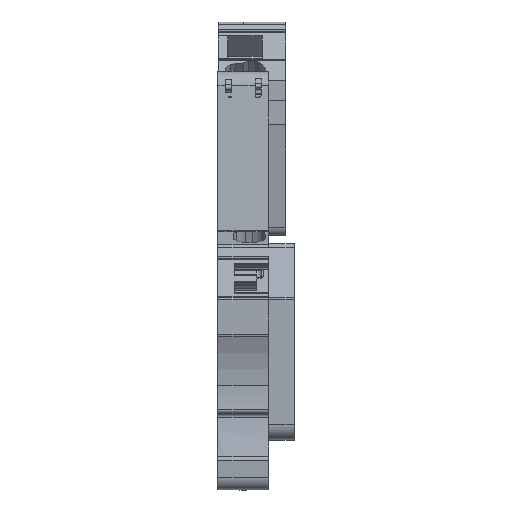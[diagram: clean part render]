
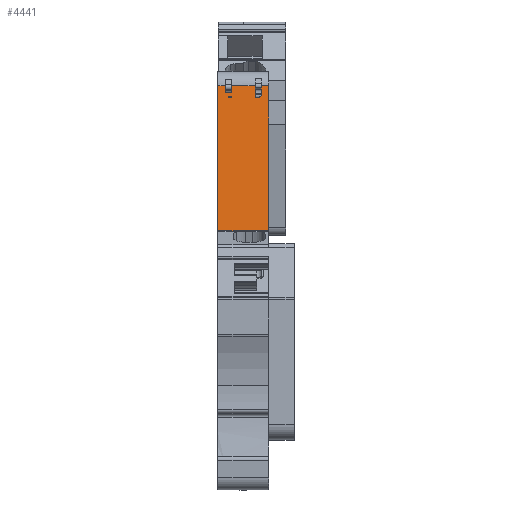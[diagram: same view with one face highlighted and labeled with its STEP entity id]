
A CAD part, front view. The second image highlights one B-rep face of the part: STEP entity #4441.
In plain terms, the highlighted planar face has unit normal (0, -0.994, 0.108).
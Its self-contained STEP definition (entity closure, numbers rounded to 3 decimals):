
#4308=AXIS2_PLACEMENT_3D('Plane Axis2P3D',#4305,#4306,#4307) ;
#4276=CARTESIAN_POINT('Vertex',(0.,9.22,40.358)) ;
#4288=CARTESIAN_POINT('Vertex',(7.9,9.22,40.358)) ;
#4291=CARTESIAN_POINT('Line Origine',(3.95,9.22,40.358)) ;
#4305=CARTESIAN_POINT('Axis2P3D Location',(-1.,9.22,40.358)) ;
#4310=CARTESIAN_POINT('Line Origine',(0.6,11.665,62.919)) ;
#4314=CARTESIAN_POINT('Vertex',(1.2,11.665,62.919)) ;
#4316=CARTESIAN_POINT('Vertex',(0.,11.665,62.919)) ;
#4319=CARTESIAN_POINT('Line Origine',(0.,10.442,51.639)) ;
#4324=CARTESIAN_POINT('Line Origine',(7.9,10.442,51.639)) ;
#4328=CARTESIAN_POINT('Vertex',(7.9,11.665,62.919)) ;
#4331=CARTESIAN_POINT('Line Origine',(7.35,11.665,62.919)) ;
#4335=CARTESIAN_POINT('Vertex',(6.8,11.665,62.919)) ;
#4338=CARTESIAN_POINT('Line Origine',(6.8,11.582,62.156)) ;
#4342=CARTESIAN_POINT('Vertex',(6.8,11.499,61.393)) ;
#4345=CARTESIAN_POINT('Line Origine',(6.632,11.481,61.225)) ;
#4349=CARTESIAN_POINT('Vertex',(6.465,11.463,61.056)) ;
#4352=CARTESIAN_POINT('Line Origine',(6.132,11.463,61.056)) ;
#4356=CARTESIAN_POINT('Vertex',(5.8,11.463,61.056)) ;
#4359=CARTESIAN_POINT('Line Origine',(5.8,11.564,61.988)) ;
#4363=CARTESIAN_POINT('Vertex',(5.8,11.665,62.919)) ;
#4366=CARTESIAN_POINT('Line Origine',(4.,11.665,62.919)) ;
#4370=CARTESIAN_POINT('Vertex',(2.2,11.665,62.919)) ;
#4373=CARTESIAN_POINT('Line Origine',(2.2,11.61,62.412)) ;
#4377=CARTESIAN_POINT('Vertex',(2.2,11.555,61.904)) ;
#4380=CARTESIAN_POINT('Line Origine',(1.7,11.555,61.904)) ;
#4384=CARTESIAN_POINT('Vertex',(1.2,11.555,61.904)) ;
#4387=CARTESIAN_POINT('Line Origine',(1.2,11.61,62.412)) ;
#4407=CARTESIAN_POINT('Line Origine',(1.676,11.481,61.225)) ;
#4411=CARTESIAN_POINT('Vertex',(1.725,11.475,61.173)) ;
#4413=CARTESIAN_POINT('Vertex',(1.626,11.487,61.277)) ;
#4416=CARTESIAN_POINT('Line Origine',(1.913,11.487,61.277)) ;
#4420=CARTESIAN_POINT('Vertex',(2.2,11.487,61.277)) ;
#4423=CARTESIAN_POINT('Line Origine',(2.2,11.481,61.225)) ;
#4427=CARTESIAN_POINT('Vertex',(2.2,11.475,61.173)) ;
#4430=CARTESIAN_POINT('Line Origine',(1.962,11.475,61.173)) ;
#4292=DIRECTION('Vector Direction',(1.,0.,0.)) ;
#4306=DIRECTION('Axis2P3D Direction',(0.,-0.994,0.108)) ;
#4307=DIRECTION('Axis2P3D XDirection',(0.,0.108,0.994)) ;
#4311=DIRECTION('Vector Direction',(-1.,0.,0.)) ;
#4320=DIRECTION('Vector Direction',(0.,0.108,0.994)) ;
#4325=DIRECTION('Vector Direction',(0.,0.108,0.994)) ;
#4332=DIRECTION('Vector Direction',(-1.,0.,0.)) ;
#4339=DIRECTION('Vector Direction',(0.,0.108,0.994)) ;
#4346=DIRECTION('Vector Direction',(-0.703,-0.077,-0.707)) ;
#4353=DIRECTION('Vector Direction',(-1.,0.,0.)) ;
#4360=DIRECTION('Vector Direction',(0.,0.108,0.994)) ;
#4367=DIRECTION('Vector Direction',(-1.,0.,0.)) ;
#4374=DIRECTION('Vector Direction',(0.,0.108,0.994)) ;
#4381=DIRECTION('Vector Direction',(-1.,0.,0.)) ;
#4388=DIRECTION('Vector Direction',(0.,0.108,0.994)) ;
#4408=DIRECTION('Vector Direction',(0.683,-0.079,-0.726)) ;
#4417=DIRECTION('Vector Direction',(-1.,0.,0.)) ;
#4424=DIRECTION('Vector Direction',(0.,0.108,0.994)) ;
#4431=DIRECTION('Vector Direction',(-1.,0.,0.)) ;
#4293=VECTOR('Line Direction',#4292,1.) ;
#4312=VECTOR('Line Direction',#4311,1.) ;
#4321=VECTOR('Line Direction',#4320,1.) ;
#4326=VECTOR('Line Direction',#4325,1.) ;
#4333=VECTOR('Line Direction',#4332,1.) ;
#4340=VECTOR('Line Direction',#4339,1.) ;
#4347=VECTOR('Line Direction',#4346,1.) ;
#4354=VECTOR('Line Direction',#4353,1.) ;
#4361=VECTOR('Line Direction',#4360,1.) ;
#4368=VECTOR('Line Direction',#4367,1.) ;
#4375=VECTOR('Line Direction',#4374,1.) ;
#4382=VECTOR('Line Direction',#4381,1.) ;
#4389=VECTOR('Line Direction',#4388,1.) ;
#4409=VECTOR('Line Direction',#4408,1.) ;
#4418=VECTOR('Line Direction',#4417,1.) ;
#4425=VECTOR('Line Direction',#4424,1.) ;
#4432=VECTOR('Line Direction',#4431,1.) ;
#4393=ORIENTED_EDGE('',*,*,#4318,.T.) ;
#4394=ORIENTED_EDGE('',*,*,#4323,.T.) ;
#4395=ORIENTED_EDGE('',*,*,#4295,.F.) ;
#4396=ORIENTED_EDGE('',*,*,#4330,.F.) ;
#4397=ORIENTED_EDGE('',*,*,#4337,.T.) ;
#4398=ORIENTED_EDGE('',*,*,#4344,.F.) ;
#4399=ORIENTED_EDGE('',*,*,#4351,.T.) ;
#4400=ORIENTED_EDGE('',*,*,#4358,.T.) ;
#4401=ORIENTED_EDGE('',*,*,#4365,.T.) ;
#4402=ORIENTED_EDGE('',*,*,#4372,.T.) ;
#4403=ORIENTED_EDGE('',*,*,#4379,.F.) ;
#4404=ORIENTED_EDGE('',*,*,#4386,.T.) ;
#4405=ORIENTED_EDGE('',*,*,#4391,.T.) ;
#4436=ORIENTED_EDGE('',*,*,#4415,.T.) ;
#4437=ORIENTED_EDGE('',*,*,#4422,.F.) ;
#4438=ORIENTED_EDGE('',*,*,#4429,.F.) ;
#4439=ORIENTED_EDGE('',*,*,#4434,.T.) ;
#4440=FACE_BOUND('',#4435,.T.) ;
#4441=ADVANCED_FACE('Brep With Voids',(#4406,#4440),#4309,.T.) ;
#4295=EDGE_CURVE('',#4289,#4277,#4294,.F.) ;
#4318=EDGE_CURVE('',#4315,#4317,#4313,.T.) ;
#4323=EDGE_CURVE('',#4317,#4277,#4322,.F.) ;
#4330=EDGE_CURVE('',#4329,#4289,#4327,.F.) ;
#4337=EDGE_CURVE('',#4329,#4336,#4334,.T.) ;
#4344=EDGE_CURVE('',#4343,#4336,#4341,.T.) ;
#4351=EDGE_CURVE('',#4343,#4350,#4348,.T.) ;
#4358=EDGE_CURVE('',#4350,#4357,#4355,.T.) ;
#4365=EDGE_CURVE('',#4357,#4364,#4362,.T.) ;
#4372=EDGE_CURVE('',#4364,#4371,#4369,.T.) ;
#4379=EDGE_CURVE('',#4378,#4371,#4376,.T.) ;
#4386=EDGE_CURVE('',#4378,#4385,#4383,.T.) ;
#4391=EDGE_CURVE('',#4385,#4315,#4390,.T.) ;
#4415=EDGE_CURVE('',#4412,#4414,#4410,.F.) ;
#4422=EDGE_CURVE('',#4421,#4414,#4419,.T.) ;
#4429=EDGE_CURVE('',#4428,#4421,#4426,.T.) ;
#4434=EDGE_CURVE('',#4428,#4412,#4433,.T.) ;
#4392=EDGE_LOOP('',(#4393,#4394,#4395,#4396,#4397,#4398,#4399,#4400,#4401,#4402,#4403,#4404,#4405)) ;
#4435=EDGE_LOOP('',(#4436,#4437,#4438,#4439)) ;
#4406=FACE_OUTER_BOUND('',#4392,.T.) ;
#4294=LINE('Line',#4291,#4293) ;
#4313=LINE('Line',#4310,#4312) ;
#4322=LINE('Line',#4319,#4321) ;
#4327=LINE('Line',#4324,#4326) ;
#4334=LINE('Line',#4331,#4333) ;
#4341=LINE('Line',#4338,#4340) ;
#4348=LINE('Line',#4345,#4347) ;
#4355=LINE('Line',#4352,#4354) ;
#4362=LINE('Line',#4359,#4361) ;
#4369=LINE('Line',#4366,#4368) ;
#4376=LINE('Line',#4373,#4375) ;
#4383=LINE('Line',#4380,#4382) ;
#4390=LINE('Line',#4387,#4389) ;
#4410=LINE('Line',#4407,#4409) ;
#4419=LINE('Line',#4416,#4418) ;
#4426=LINE('Line',#4423,#4425) ;
#4433=LINE('Line',#4430,#4432) ;
#4309=PLANE('',#4308) ;
#4277=VERTEX_POINT('',#4276) ;
#4289=VERTEX_POINT('',#4288) ;
#4315=VERTEX_POINT('',#4314) ;
#4317=VERTEX_POINT('',#4316) ;
#4329=VERTEX_POINT('',#4328) ;
#4336=VERTEX_POINT('',#4335) ;
#4343=VERTEX_POINT('',#4342) ;
#4350=VERTEX_POINT('',#4349) ;
#4357=VERTEX_POINT('',#4356) ;
#4364=VERTEX_POINT('',#4363) ;
#4371=VERTEX_POINT('',#4370) ;
#4378=VERTEX_POINT('',#4377) ;
#4385=VERTEX_POINT('',#4384) ;
#4412=VERTEX_POINT('',#4411) ;
#4414=VERTEX_POINT('',#4413) ;
#4421=VERTEX_POINT('',#4420) ;
#4428=VERTEX_POINT('',#4427) ;
